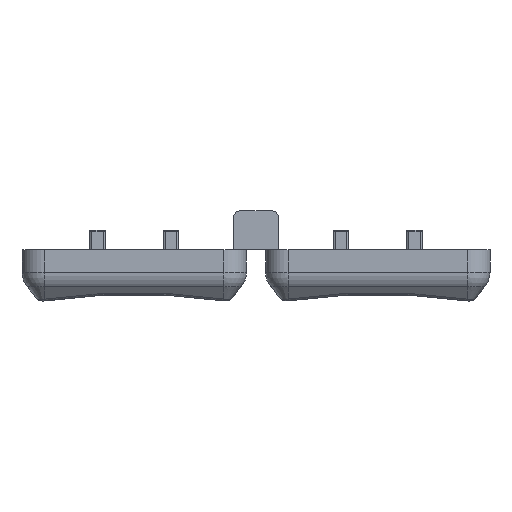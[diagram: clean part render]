
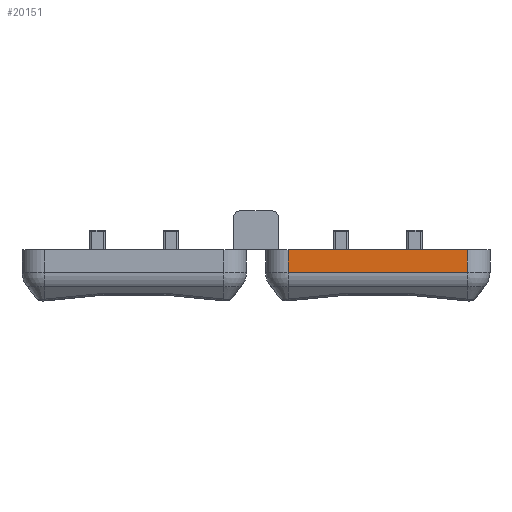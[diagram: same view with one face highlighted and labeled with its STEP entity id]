
A CAD part, front view. The second image highlights one B-rep face of the part: STEP entity #20151.
In plain terms, the highlighted planar face has unit normal (0, -1, 0).
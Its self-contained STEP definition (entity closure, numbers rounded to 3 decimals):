
#4856 = CYLINDRICAL_SURFACE('',#4857,1.75);
#4857 = AXIS2_PLACEMENT_3D('',#4858,#4859,#4860);
#4858 = CARTESIAN_POINT('',(-5.231,-6.475,1.784));
#4859 = DIRECTION('',(1.,0.,0.));
#4860 = DIRECTION('',(0.,-0.94,0.342
    ));
#9966 = PLANE('',#9967);
#9967 = AXIS2_PLACEMENT_3D('',#9968,#9969,#9970);
#9968 = CARTESIAN_POINT('',(0.,0.,0.));
#9969 = DIRECTION('',(0.,0.,1.));
#9970 = DIRECTION('',(1.,0.,-0.));
#19086 = VERTEX_POINT('',#19087);
#19087 = CARTESIAN_POINT('',(-6.975,-8.225,0.));
#19102 = CYLINDRICAL_SURFACE('',#19103,1.75);
#19103 = AXIS2_PLACEMENT_3D('',#19104,#19105,#19106);
#19104 = CARTESIAN_POINT('',(-6.975,-6.475,0.));
#19105 = DIRECTION('',(0.,0.,1.));
#19106 = DIRECTION('',(-1.,0.,0.));
#19257 = VERTEX_POINT('',#19258);
#19258 = CARTESIAN_POINT('',(6.975,-8.225,0.));
#19273 = CYLINDRICAL_SURFACE('',#19274,1.75);
#19274 = AXIS2_PLACEMENT_3D('',#19275,#19276,#19277);
#19275 = CARTESIAN_POINT('',(6.975,-6.475,0.));
#19276 = DIRECTION('',(0.,0.,1.));
#19277 = DIRECTION('',(0.,-1.,0.));
#19285 = EDGE_CURVE('',#19257,#19086,#19286,.T.);
#19286 = SURFACE_CURVE('',#19287,(#19291,#19298),.PCURVE_S1.);
#19287 = LINE('',#19288,#19289);
#19288 = CARTESIAN_POINT('',(6.975,-8.225,0.));
#19289 = VECTOR('',#19290,1.);
#19290 = DIRECTION('',(-1.,0.,0.));
#19291 = PCURVE('',#9966,#19292);
#19292 = DEFINITIONAL_REPRESENTATION('',(#19293),#19297);
#19293 = LINE('',#19294,#19295);
#19294 = CARTESIAN_POINT('',(6.975,-8.225));
#19295 = VECTOR('',#19296,1.);
#19296 = DIRECTION('',(-1.,0.));
#19297 = ( GEOMETRIC_REPRESENTATION_CONTEXT(2) 
PARAMETRIC_REPRESENTATION_CONTEXT() REPRESENTATION_CONTEXT('2D SPACE',''
  ) );
#19298 = PCURVE('',#19299,#19304);
#19299 = PLANE('',#19300);
#19300 = AXIS2_PLACEMENT_3D('',#19301,#19302,#19303);
#19301 = CARTESIAN_POINT('',(-6.975,-8.225,0.));
#19302 = DIRECTION('',(0.,-1.,0.));
#19303 = DIRECTION('',(1.,0.,0.));
#19304 = DEFINITIONAL_REPRESENTATION('',(#19305),#19309);
#19305 = LINE('',#19306,#19307);
#19306 = CARTESIAN_POINT('',(13.95,0.));
#19307 = VECTOR('',#19308,1.);
#19308 = DIRECTION('',(-1.,0.));
#19309 = ( GEOMETRIC_REPRESENTATION_CONTEXT(2) 
PARAMETRIC_REPRESENTATION_CONTEXT() REPRESENTATION_CONTEXT('2D SPACE',''
  ) );
#19560 = VERTEX_POINT('',#19561);
#19561 = CARTESIAN_POINT('',(-6.975,-8.225,1.784));
#19610 = EDGE_CURVE('',#19560,#19611,#19613,.T.);
#19611 = VERTEX_POINT('',#19612);
#19612 = CARTESIAN_POINT('',(6.975,-8.225,1.784));
#19613 = SURFACE_CURVE('',#19614,(#19618,#19625),.PCURVE_S1.);
#19614 = LINE('',#19615,#19616);
#19615 = CARTESIAN_POINT('',(-5.231,-8.225,1.784));
#19616 = VECTOR('',#19617,1.);
#19617 = DIRECTION('',(1.,0.,0.));
#19618 = PCURVE('',#4856,#19619);
#19619 = DEFINITIONAL_REPRESENTATION('',(#19620),#19624);
#19620 = LINE('',#19621,#19622);
#19621 = CARTESIAN_POINT('',(0.349,0.));
#19622 = VECTOR('',#19623,1.);
#19623 = DIRECTION('',(0.,1.));
#19624 = ( GEOMETRIC_REPRESENTATION_CONTEXT(2) 
PARAMETRIC_REPRESENTATION_CONTEXT() REPRESENTATION_CONTEXT('2D SPACE',''
  ) );
#19625 = PCURVE('',#19299,#19626);
#19626 = DEFINITIONAL_REPRESENTATION('',(#19627),#19631);
#19627 = LINE('',#19628,#19629);
#19628 = CARTESIAN_POINT('',(1.744,1.784));
#19629 = VECTOR('',#19630,1.);
#19630 = DIRECTION('',(1.,0.));
#19631 = ( GEOMETRIC_REPRESENTATION_CONTEXT(2) 
PARAMETRIC_REPRESENTATION_CONTEXT() REPRESENTATION_CONTEXT('2D SPACE',''
  ) );
#19962 = EDGE_CURVE('',#19086,#19560,#19963,.T.);
#19963 = SURFACE_CURVE('',#19964,(#19968,#19975),.PCURVE_S1.);
#19964 = LINE('',#19965,#19966);
#19965 = CARTESIAN_POINT('',(-6.975,-8.225,0.));
#19966 = VECTOR('',#19967,1.);
#19967 = DIRECTION('',(0.,0.,1.));
#19968 = PCURVE('',#19102,#19969);
#19969 = DEFINITIONAL_REPRESENTATION('',(#19970),#19974);
#19970 = LINE('',#19971,#19972);
#19971 = CARTESIAN_POINT('',(1.571,0.));
#19972 = VECTOR('',#19973,1.);
#19973 = DIRECTION('',(0.,1.));
#19974 = ( GEOMETRIC_REPRESENTATION_CONTEXT(2) 
PARAMETRIC_REPRESENTATION_CONTEXT() REPRESENTATION_CONTEXT('2D SPACE',''
  ) );
#19975 = PCURVE('',#19299,#19976);
#19976 = DEFINITIONAL_REPRESENTATION('',(#19977),#19981);
#19977 = LINE('',#19978,#19979);
#19978 = CARTESIAN_POINT('',(0.,0.));
#19979 = VECTOR('',#19980,1.);
#19980 = DIRECTION('',(0.,1.));
#19981 = ( GEOMETRIC_REPRESENTATION_CONTEXT(2) 
PARAMETRIC_REPRESENTATION_CONTEXT() REPRESENTATION_CONTEXT('2D SPACE',''
  ) );
#20129 = EDGE_CURVE('',#19257,#19611,#20130,.T.);
#20130 = SURFACE_CURVE('',#20131,(#20135,#20142),.PCURVE_S1.);
#20131 = LINE('',#20132,#20133);
#20132 = CARTESIAN_POINT('',(6.975,-8.225,0.));
#20133 = VECTOR('',#20134,1.);
#20134 = DIRECTION('',(0.,0.,1.));
#20135 = PCURVE('',#19273,#20136);
#20136 = DEFINITIONAL_REPRESENTATION('',(#20137),#20141);
#20137 = LINE('',#20138,#20139);
#20138 = CARTESIAN_POINT('',(0.,0.));
#20139 = VECTOR('',#20140,1.);
#20140 = DIRECTION('',(0.,1.));
#20141 = ( GEOMETRIC_REPRESENTATION_CONTEXT(2) 
PARAMETRIC_REPRESENTATION_CONTEXT() REPRESENTATION_CONTEXT('2D SPACE',''
  ) );
#20142 = PCURVE('',#19299,#20143);
#20143 = DEFINITIONAL_REPRESENTATION('',(#20144),#20148);
#20144 = LINE('',#20145,#20146);
#20145 = CARTESIAN_POINT('',(13.95,0.));
#20146 = VECTOR('',#20147,1.);
#20147 = DIRECTION('',(0.,1.));
#20148 = ( GEOMETRIC_REPRESENTATION_CONTEXT(2) 
PARAMETRIC_REPRESENTATION_CONTEXT() REPRESENTATION_CONTEXT('2D SPACE',''
  ) );
#20151 = ADVANCED_FACE('',(#20152),#19299,.T.);
#20152 = FACE_BOUND('',#20153,.T.);
#20153 = EDGE_LOOP('',(#20154,#20155,#20156,#20157));
#20154 = ORIENTED_EDGE('',*,*,#19610,.F.);
#20155 = ORIENTED_EDGE('',*,*,#19962,.F.);
#20156 = ORIENTED_EDGE('',*,*,#19285,.F.);
#20157 = ORIENTED_EDGE('',*,*,#20129,.T.);
